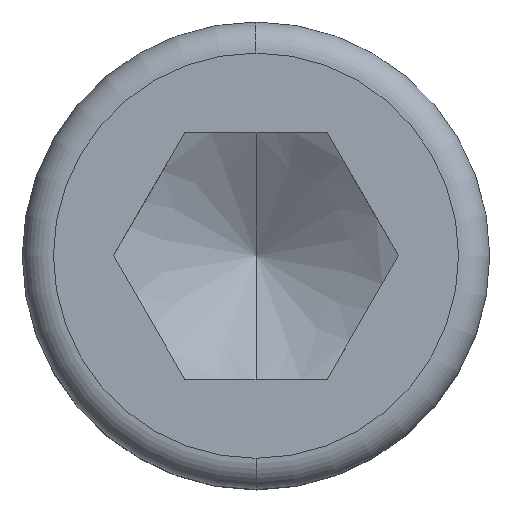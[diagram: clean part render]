
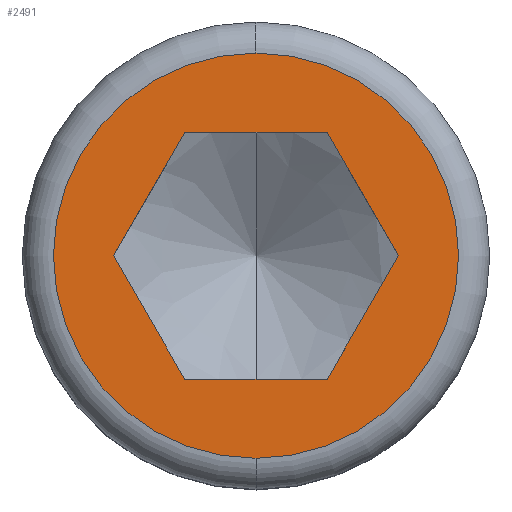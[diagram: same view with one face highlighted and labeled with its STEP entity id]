
A CAD part, top view. The second image highlights one B-rep face of the part: STEP entity #2491.
In plain terms, the highlighted planar face has unit normal (0, 0, 1).
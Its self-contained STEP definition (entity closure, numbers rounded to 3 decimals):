
#1211=VERTEX_POINT('',#3182);
#1561=EDGE_CURVE('',#2581,#1937,#3580,.T.);
#1937=VERTEX_POINT('',#4012);
#1985=EDGE_CURVE('',#1211,#2581,#4063,.T.);
#2121=EDGE_CURVE('',#2263,#2629,#4214,.T.);
#2263=VERTEX_POINT('',#4381);
#2269=EDGE_CURVE('',#2629,#2263,#4388,.T.);
#2317=EDGE_CURVE('',#2687,#2585,#4442,.T.);
#2491=ADVANCED_FACE('',(#4643,#4644),#4645,.T.);
#2541=EDGE_CURVE('',#2585,#1211,#4704,.T.);
#2581=VERTEX_POINT('',#4747);
#2585=VERTEX_POINT('',#4752);
#2615=EDGE_CURVE('',#2877,#2687,#4785,.T.);
#2629=VERTEX_POINT('',#4802);
#2687=VERTEX_POINT('',#4869);
#2813=EDGE_CURVE('',#1937,#2877,#5016,.T.);
#2877=VERTEX_POINT('',#5088);
#3182=CARTESIAN_POINT('',(5.486,9.502,24.));
#3580=LINE('',#6031,#6032);
#4012=CARTESIAN_POINT('',(5.486,-9.502,24.));
#4063=LINE('',#6713,#6714);
#4214=CIRCLE('',#6944,15.6);
#4381=CARTESIAN_POINT('',(0.,15.6,24.));
#4388=CIRCLE('',#7187,15.6);
#4442=LINE('',#7266,#7267);
#4643=FACE_BOUND('',#7562,.T.);
#4644=FACE_OUTER_BOUND('',#7563,.T.);
#4645=PLANE('',#7564);
#4704=LINE('',#7639,#7640);
#4747=CARTESIAN_POINT('',(10.973,0.,24.));
#4752=CARTESIAN_POINT('',(-5.486,9.502,24.));
#4785=LINE('',#7768,#7769);
#4802=CARTESIAN_POINT('',(0.,-15.6,24.));
#4869=CARTESIAN_POINT('',(-10.973,0.0,24.));
#5016=LINE('',#8090,#8091);
#5088=CARTESIAN_POINT('',(-5.486,-9.502,24.));
#6031=CARTESIAN_POINT('',(6.858,-7.127,24.));
#6032=VECTOR('',#9100,1.0);
#6713=CARTESIAN_POINT('',(9.601,2.376,24.));
#6714=VECTOR('',#9692,1.0);
#6944=AXIS2_PLACEMENT_3D('',#9851,#9852,#9853);
#7187=AXIS2_PLACEMENT_3D('',#10085,#10086,#10087);
#7266=CARTESIAN_POINT('',(-6.858,7.127,24.));
#7267=VECTOR('',#10149,1.0);
#7562=EDGE_LOOP('',(#10400,#10401,#10402,#10403,#10404,#10405));
#7563=EDGE_LOOP('',(#10406,#10407));
#7564=AXIS2_PLACEMENT_3D('',#10408,#10409,#10410);
#7639=CARTESIAN_POINT('',(2.743,9.502,24.));
#7640=VECTOR('',#10484,1.0);
#7768=CARTESIAN_POINT('',(-9.601,-2.376,24.));
#7769=VECTOR('',#10554,1.0);
#8090=CARTESIAN_POINT('',(-2.743,-9.502,24.));
#8091=VECTOR('',#10845,1.0);
#9100=DIRECTION('',(-0.5,-0.866,0.0));
#9692=DIRECTION('',(0.5,-0.866,0.0));
#9851=CARTESIAN_POINT('',(0.,0.,24.));
#9852=DIRECTION('',(0.0,0.0,1.0));
#9853=DIRECTION('',(-1.0,0.0,0.0));
#10085=CARTESIAN_POINT('',(0.,0.,24.));
#10086=DIRECTION('',(0.0,0.0,1.0));
#10087=DIRECTION('',(-1.0,0.0,0.0));
#10149=DIRECTION('',(0.5,0.866,0.0));
#10400=ORIENTED_EDGE('',*,*,#2615,.T.);
#10401=ORIENTED_EDGE('',*,*,#2317,.T.);
#10402=ORIENTED_EDGE('',*,*,#2541,.T.);
#10403=ORIENTED_EDGE('',*,*,#1985,.T.);
#10404=ORIENTED_EDGE('',*,*,#1561,.T.);
#10405=ORIENTED_EDGE('',*,*,#2813,.T.);
#10406=ORIENTED_EDGE('',*,*,#2269,.T.);
#10407=ORIENTED_EDGE('',*,*,#2121,.T.);
#10408=CARTESIAN_POINT('',(0.,-14.486,24.));
#10409=DIRECTION('',(0.0,0.0,1.0));
#10410=DIRECTION('',(0.,-1.0,0.0));
#10484=DIRECTION('',(1.0,0.0,0.0));
#10554=DIRECTION('',(-0.5,0.866,0.0));
#10845=DIRECTION('',(-1.0,0.0,0.0));
